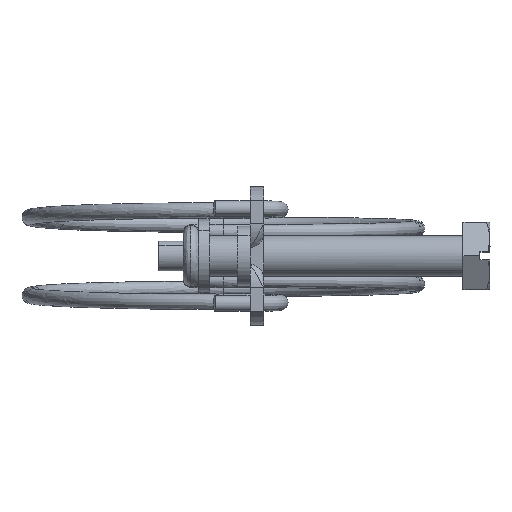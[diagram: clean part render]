
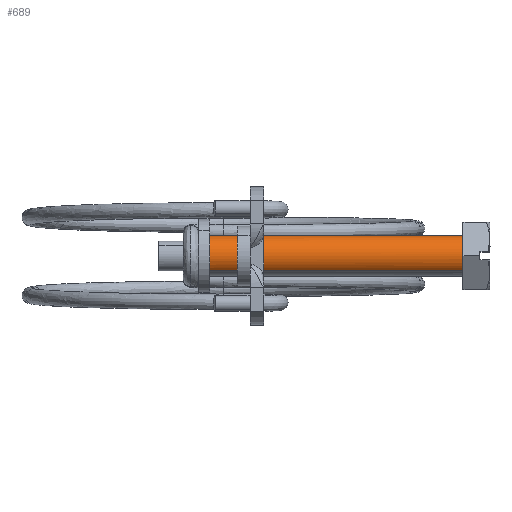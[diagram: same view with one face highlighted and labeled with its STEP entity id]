
A CAD part, top view. The second image highlights one B-rep face of the part: STEP entity #689.
In plain terms, the highlighted free-form (B-spline) face has degree [2, 1] with [5, 2] control points.
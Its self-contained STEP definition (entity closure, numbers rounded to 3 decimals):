
#473=CARTESIAN_POINT('',(-37.5,0.0,3.0));
#474=VERTEX_POINT('',#473);
#475=CARTESIAN_POINT('',(-37.5,3.,0.));
#476=VERTEX_POINT('',#475);
#477=CARTESIAN_POINT('',(-37.5,0.0,3.0));
#478=CARTESIAN_POINT('',(-37.5,0.27,3.));
#479=CARTESIAN_POINT('',(-37.5,0.675,2.945));
#480=CARTESIAN_POINT('',(-37.5,1.22,2.754));
#481=CARTESIAN_POINT('',(-37.5,1.688,2.504));
#482=CARTESIAN_POINT('',(-37.5,2.107,2.159));
#483=CARTESIAN_POINT('',(-37.5,2.464,1.736));
#484=CARTESIAN_POINT('',(-37.5,2.702,1.332));
#485=CARTESIAN_POINT('',(-37.5,2.932,0.748));
#486=CARTESIAN_POINT('',(-37.5,3.,0.307));
#487=CARTESIAN_POINT('',(-37.5,3.,0.));
#488=B_SPLINE_CURVE_WITH_KNOTS('',3,(#477,#478,#479,#480,#481,#482,#483,#484,#485,#486,#487),.UNSPECIFIED.,.F.,.U.,(4,1,1,1,1,1,1,1,4),(0.,0.81,1.215,1.73,2.393,2.835,3.387,3.792,4.712),.UNSPECIFIED.);
#489=EDGE_CURVE('',#474,#476,#488,.T.);
#491=CARTESIAN_POINT('',(-37.5,2.103,-2.14));
#492=VERTEX_POINT('',#491);
#493=CARTESIAN_POINT('',(-37.5,3.,0.));
#494=CARTESIAN_POINT('',(-37.5,3.,-0.298));
#495=CARTESIAN_POINT('',(-37.5,2.933,-0.744));
#496=CARTESIAN_POINT('',(-37.5,2.643,-1.486));
#497=CARTESIAN_POINT('',(-37.5,2.351,-1.896));
#498=CARTESIAN_POINT('',(-37.5,2.103,-2.14));
#499=B_SPLINE_CURVE_WITH_KNOTS('',3,(#493,#494,#495,#496,#497,#498),.UNSPECIFIED.,.F.,.U.,(4,1,1,4),(0.,0.893,1.34,2.382),.UNSPECIFIED.);
#500=EDGE_CURVE('',#476,#492,#499,.T.);
#529=CARTESIAN_POINT('',(-37.5,-2.103,2.14));
#530=VERTEX_POINT('',#529);
#540=CARTESIAN_POINT('',(-37.5,-2.103,2.14));
#541=CARTESIAN_POINT('',(-37.5,-1.938,2.301));
#542=CARTESIAN_POINT('',(-37.5,-1.649,2.526));
#543=CARTESIAN_POINT('',(-37.5,-1.142,2.79));
#544=CARTESIAN_POINT('',(-37.5,-0.619,2.957));
#545=CARTESIAN_POINT('',(-37.5,-0.206,3.));
#546=CARTESIAN_POINT('',(-37.5,0.0,3.0));
#547=B_SPLINE_CURVE_WITH_KNOTS('',3,(#540,#541,#542,#543,#544,#545,#546),.UNSPECIFIED.,.F.,.U.,(4,1,1,1,4),(0.,0.692,1.092,1.711,2.33),.UNSPECIFIED.);
#548=EDGE_CURVE('',#530,#474,#547,.T.);
#573=CARTESIAN_POINT('',(0.,2.103,-2.14));
#574=VERTEX_POINT('',#573);
#599=CARTESIAN_POINT('',(0.,-2.103,2.14));
#600=VERTEX_POINT('',#599);
#611=CARTESIAN_POINT('',(0.,-2.103,2.14));
#612=CARTESIAN_POINT('',(-37.5,-2.103,2.14));
#613=QUASI_UNIFORM_CURVE('',1,(#611,#612),.UNSPECIFIED.,.F.,.U.);
#614=EDGE_CURVE('',#600,#530,#613,.T.);
#619=CARTESIAN_POINT('',(0.,2.103,-2.14));
#620=CARTESIAN_POINT('',(-37.5,2.103,-2.14));
#621=QUASI_UNIFORM_CURVE('',1,(#619,#620),.UNSPECIFIED.,.F.,.U.);
#622=EDGE_CURVE('',#574,#492,#621,.T.);
#627=CARTESIAN_POINT('',(0.938,-2.103,2.14));
#628=CARTESIAN_POINT('',(0.938,0.037,4.242));
#629=CARTESIAN_POINT('',(0.938,2.14,2.103));
#630=CARTESIAN_POINT('',(0.938,4.242,-0.037));
#631=CARTESIAN_POINT('',(0.938,2.103,-2.14));
#632=CARTESIAN_POINT('',(-38.461,-2.103,2.14));
#633=CARTESIAN_POINT('',(-38.461,0.037,4.242));
#634=CARTESIAN_POINT('',(-38.461,2.14,2.103));
#635=CARTESIAN_POINT('',(-38.461,4.242,-0.037));
#636=CARTESIAN_POINT('',(-38.461,2.103,-2.14));
#644=(BOUNDED_SURFACE()B_SPLINE_SURFACE(2,1,((#627,#632),(#628,#633),(#629,#634),(#630,#635),(#631,#636)),.UNSPECIFIED.,.F.,.F.,.U.)B_SPLINE_SURFACE_WITH_KNOTS((3,2,3),(2,2),(0.0,4.971,9.941),(0.0,39.398),.UNSPECIFIED.)GEOMETRIC_REPRESENTATION_ITEM()RATIONAL_B_SPLINE_SURFACE(((1.0,1.0),(0.707,0.707),(1.0,1.0),(0.707,0.707),(1.0,1.0)))REPRESENTATION_ITEM('')SURFACE());
#645=CARTESIAN_POINT('',(0.0,3.,0.));
#646=VERTEX_POINT('',#645);
#647=CARTESIAN_POINT('',(0.,2.103,-2.14));
#648=CARTESIAN_POINT('',(0.,2.235,-2.009));
#649=CARTESIAN_POINT('',(0.,2.501,-1.695));
#650=CARTESIAN_POINT('',(0.,2.792,-1.157));
#651=CARTESIAN_POINT('',(0.,2.964,-0.571));
#652=CARTESIAN_POINT('',(0.,3.,-0.186));
#653=CARTESIAN_POINT('',(0.0,3.,0.));
#654=B_SPLINE_CURVE_WITH_KNOTS('',3,(#647,#648,#649,#650,#651,#652,#653),.UNSPECIFIED.,.F.,.U.,(4,1,1,1,4),(0.,0.558,1.228,1.824,2.382),.UNSPECIFIED.);
#655=EDGE_CURVE('',#574,#646,#654,.T.);
#656=ORIENTED_EDGE('',*,*,#655,.F.);
#657=ORIENTED_EDGE('',*,*,#622,.T.);
#658=ORIENTED_EDGE('',*,*,#500,.F.);
#659=ORIENTED_EDGE('',*,*,#489,.F.);
#660=ORIENTED_EDGE('',*,*,#548,.F.);
#661=ORIENTED_EDGE('',*,*,#614,.F.);
#662=CARTESIAN_POINT('',(0.0,0.0,3.0));
#663=VERTEX_POINT('',#662);
#664=CARTESIAN_POINT('',(0.0,0.0,3.0));
#665=CARTESIAN_POINT('',(0.,-0.267,3.));
#666=CARTESIAN_POINT('',(0.,-0.813,2.927));
#667=CARTESIAN_POINT('',(0.,-1.533,2.617));
#668=CARTESIAN_POINT('',(0.,-1.938,2.301));
#669=CARTESIAN_POINT('',(0.,-2.103,2.14));
#670=B_SPLINE_CURVE_WITH_KNOTS('',3,(#664,#665,#666,#667,#668,#669),.UNSPECIFIED.,.F.,.U.,(4,1,1,4),(0.,0.801,1.638,2.33),.UNSPECIFIED.);
#671=EDGE_CURVE('',#663,#600,#670,.T.);
#672=ORIENTED_EDGE('',*,*,#671,.F.);
#673=CARTESIAN_POINT('',(0.0,3.,0.));
#674=CARTESIAN_POINT('',(0.0,3.,0.184));
#675=CARTESIAN_POINT('',(0.0,2.965,0.565));
#676=CARTESIAN_POINT('',(0.0,2.824,1.05));
#677=CARTESIAN_POINT('',(0.0,2.609,1.506));
#678=CARTESIAN_POINT('',(0.0,2.325,1.924));
#679=CARTESIAN_POINT('',(0.0,1.889,2.36));
#680=CARTESIAN_POINT('',(0.0,1.359,2.701));
#681=CARTESIAN_POINT('',(0.0,0.712,2.941));
#682=CARTESIAN_POINT('',(0.0,0.258,3.));
#683=CARTESIAN_POINT('',(0.0,0.0,3.0));
#684=B_SPLINE_CURVE_WITH_KNOTS('',3,(#673,#674,#675,#676,#677,#678,#679,#680,#681,#682,#683),.UNSPECIFIED.,.F.,.U.,(4,1,1,1,1,1,1,1,4),(0.,0.552,1.141,1.509,2.062,2.651,3.35,3.939,4.712),.UNSPECIFIED.);
#685=EDGE_CURVE('',#646,#663,#684,.T.);
#686=ORIENTED_EDGE('',*,*,#685,.F.);
#687=EDGE_LOOP('',(#656,#657,#658,#659,#660,#661,#672,#686));
#688=FACE_OUTER_BOUND('',#687,.T.);
#689=ADVANCED_FACE('',(#688),#644,.T.);
